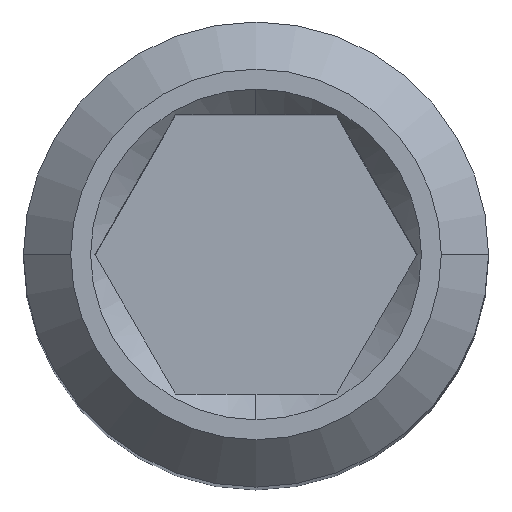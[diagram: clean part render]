
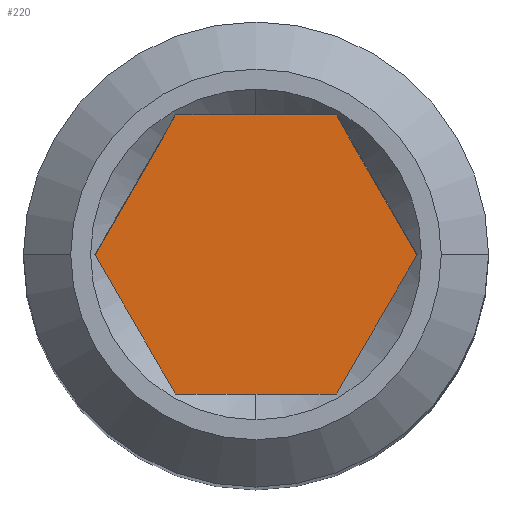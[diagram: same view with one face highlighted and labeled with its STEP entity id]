
A CAD part, top view. The second image highlights one B-rep face of the part: STEP entity #220.
In plain terms, the highlighted planar face has unit normal (0, 0, 1).
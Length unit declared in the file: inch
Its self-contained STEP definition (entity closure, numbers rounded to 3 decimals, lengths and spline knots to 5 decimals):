
#8 = VECTOR ( 'NONE', #1167, 39.37008 ) ;
#15 = VECTOR ( 'NONE', #977, 39.37008 ) ;
#75 = AXIS2_PLACEMENT_3D ( 'NONE', #1073, #933, #1062 ) ;
#100 = VECTOR ( 'NONE', #604, 39.37008 ) ;
#123 = VECTOR ( 'NONE', #728, 39.37008 ) ;
#132 = VECTOR ( 'NONE', #739, 39.37008 ) ;
#182 = EDGE_CURVE ( 'NONE', #419, #416, #920, .T. ) ;
#189 = EDGE_CURVE ( 'NONE', #432, #426, #889, .T. ) ;
#220 = ADVANCED_FACE ( 'NONE', ( #857 ), #1122, .T. ) ;
#241 = EDGE_CURVE ( 'NONE', #426, #411, #847, .T. ) ;
#265 = EDGE_CURVE ( 'NONE', #416, #432, #927, .T. ) ;
#269 = EDGE_CURVE ( 'NONE', #411, #422, #910, .T. ) ;
#292 = EDGE_CURVE ( 'NONE', #422, #419, #320, .T. ) ;
#320 = LINE ( 'NONE', #680, #352 ) ;
#352 = VECTOR ( 'NONE', #664, 39.37008 ) ;
#411 = VERTEX_POINT ( 'NONE', #718 ) ;
#416 = VERTEX_POINT ( 'NONE', #720 ) ;
#419 = VERTEX_POINT ( 'NONE', #691 ) ;
#422 = VERTEX_POINT ( 'NONE', #764 ) ;
#426 = VERTEX_POINT ( 'NONE', #758 ) ;
#432 = VERTEX_POINT ( 'NONE', #781 ) ;
#506 = EDGE_LOOP ( 'NONE', ( #549, #551, #550, #552, #553, #554 ) ) ;
#549 = ORIENTED_EDGE ( 'NONE', *, *, #189, .T. ) ;
#550 = ORIENTED_EDGE ( 'NONE', *, *, #269, .T. ) ;
#551 = ORIENTED_EDGE ( 'NONE', *, *, #241, .T. ) ;
#552 = ORIENTED_EDGE ( 'NONE', *, *, #292, .T. ) ;
#553 = ORIENTED_EDGE ( 'NONE', *, *, #182, .T. ) ;
#554 = ORIENTED_EDGE ( 'NONE', *, *, #265, .T. ) ;
#580 = CARTESIAN_POINT ( 'NONE',  ( -1.28858, 1.1598, -0.01293 ) ) ;
#582 = CARTESIAN_POINT ( 'NONE',  ( -1.32268, 1.10075, -0.01293 ) ) ;
#604 = DIRECTION ( 'NONE',  ( 1., 0., 0. ) ) ;
#659 = CARTESIAN_POINT ( 'NONE',  ( -1.27153, 1.13027, -0.01293 ) ) ;
#664 = DIRECTION ( 'NONE',  ( -0.5, -0.866, 0. ) ) ;
#680 = CARTESIAN_POINT ( 'NONE',  ( -1.32268, 1.1598, -0.01293 ) ) ;
#691 = CARTESIAN_POINT ( 'NONE',  ( -1.33973, 1.13027, -0.01293 ) ) ;
#718 = CARTESIAN_POINT ( 'NONE',  ( -1.28858, 1.1598, -0.01293 ) ) ;
#720 = CARTESIAN_POINT ( 'NONE',  ( -1.32268, 1.10075, -0.01293 ) ) ;
#728 = DIRECTION ( 'NONE',  ( -0.5, 0.866, 0. ) ) ;
#739 = DIRECTION ( 'NONE',  ( -1., 0., 0. ) ) ;
#758 = CARTESIAN_POINT ( 'NONE',  ( -1.27153, 1.13027, -0.01293 ) ) ;
#764 = CARTESIAN_POINT ( 'NONE',  ( -1.32268, 1.1598, -0.01293 ) ) ;
#781 = CARTESIAN_POINT ( 'NONE',  ( -1.28858, 1.10075, -0.01293 ) ) ;
#847 = LINE ( 'NONE', #659, #123 ) ;
#857 = FACE_OUTER_BOUND ( 'NONE', #506, .T. ) ;
#889 = LINE ( 'NONE', #971, #15 ) ;
#910 = LINE ( 'NONE', #580, #132 ) ;
#920 = LINE ( 'NONE', #1086, #8 ) ;
#927 = LINE ( 'NONE', #582, #100 ) ;
#933 = DIRECTION ( 'NONE',  ( 0., 0., 1. ) ) ;
#971 = CARTESIAN_POINT ( 'NONE',  ( -1.28858, 1.10075, -0.01293 ) ) ;
#977 = DIRECTION ( 'NONE',  ( 0.5, 0.866, 0. ) ) ;
#1062 = DIRECTION ( 'NONE',  ( 1., 0., 0. ) ) ;
#1073 = CARTESIAN_POINT ( 'NONE',  ( -1.27153, 1.13027, -0.01293 ) ) ;
#1086 = CARTESIAN_POINT ( 'NONE',  ( -1.33973, 1.13027, -0.01293 ) ) ;
#1122 = PLANE ( 'NONE',  #75 ) ;
#1167 = DIRECTION ( 'NONE',  ( 0.5, -0.866, 0. ) ) ;
